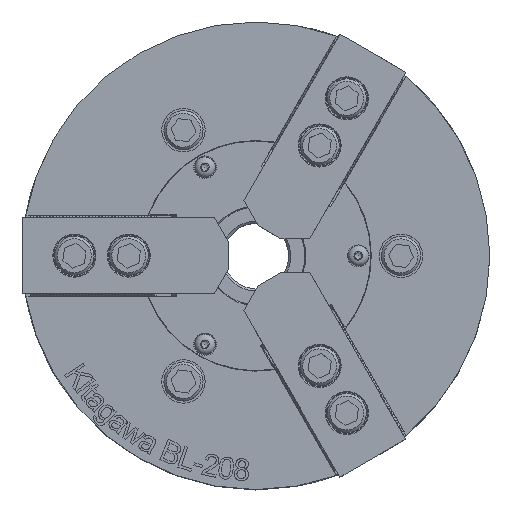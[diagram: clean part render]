
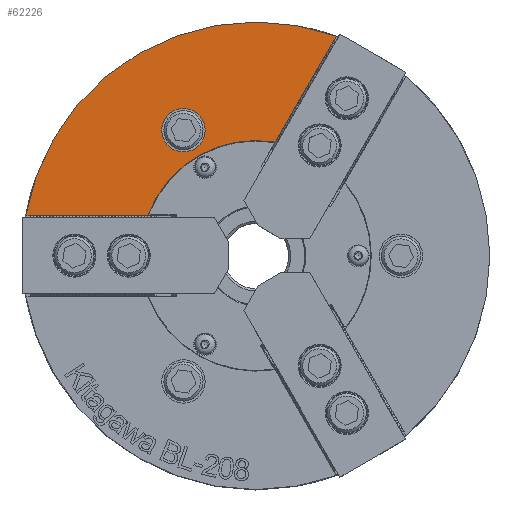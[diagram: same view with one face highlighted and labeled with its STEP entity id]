
A CAD part, top view. The second image highlights one B-rep face of the part: STEP entity #62226.
In plain terms, the highlighted planar face has unit normal (0, 0, 1).
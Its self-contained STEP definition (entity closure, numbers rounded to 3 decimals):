
#1541=CIRCLE('',#65150,10.);
#1568=CIRCLE('',#65196,53.);
#1571=CIRCLE('',#65200,107.5);
#3484=ORIENTED_EDGE('',*,*,#22408,.T.);
#3485=ORIENTED_EDGE('',*,*,#21891,.T.);
#3486=ORIENTED_EDGE('',*,*,#22409,.T.);
#3487=ORIENTED_EDGE('',*,*,#21913,.F.);
#3488=ORIENTED_EDGE('',*,*,#22410,.F.);
#3489=ORIENTED_EDGE('',*,*,#22403,.F.);
#3490=ORIENTED_EDGE('',*,*,#22355,.T.);
#21891=EDGE_CURVE('',#31516,#31515,#37550,.T.);
#21913=EDGE_CURVE('',#31535,#31536,#37571,.T.);
#22355=EDGE_CURVE('',#31839,#31839,#1541,.T.);
#22403=EDGE_CURVE('',#31879,#31880,#1568,.T.);
#22408=EDGE_CURVE('',#31879,#31516,#37889,.T.);
#22409=EDGE_CURVE('',#31515,#31536,#1571,.T.);
#22410=EDGE_CURVE('',#31880,#31535,#37890,.T.);
#31515=VERTEX_POINT('',#86339);
#31516=VERTEX_POINT('',#86341);
#31535=VERTEX_POINT('',#86386);
#31536=VERTEX_POINT('',#86388);
#31839=VERTEX_POINT('',#89862);
#31879=VERTEX_POINT('',#89968);
#31880=VERTEX_POINT('',#89970);
#37550=LINE('',#86340,#45550);
#37571=LINE('',#86387,#45571);
#37889=LINE('',#89979,#45889);
#37890=LINE('',#89981,#45890);
#45550=VECTOR('',#69514,1000.);
#45571=VECTOR('',#69547,1000.);
#45889=VECTOR('',#70249,1000.);
#45890=VECTOR('',#70252,1000.);
#53715=EDGE_LOOP('',(#3484,#3485,#3486,#3487,#3488,#3489));
#53716=EDGE_LOOP('',(#3490));
#56929=FACE_BOUND('',#53715,.T.);
#56930=FACE_BOUND('',#53716,.T.);
#60024=PLANE('',#65199);
#62226=ADVANCED_FACE('',(#56929,#56930),#60024,.F.);
#65150=AXIS2_PLACEMENT_3D('',#89861,#70126,#70127);
#65196=AXIS2_PLACEMENT_3D('',#89969,#70239,#70240);
#65199=AXIS2_PLACEMENT_3D('',#89978,#70247,#70248);
#65200=AXIS2_PLACEMENT_3D('',#89980,#70250,#70251);
#69514=DIRECTION('',(0.5,0.866,0.));
#69547=DIRECTION('',(-1.,0.,0.));
#70126=DIRECTION('',(0.,0.,-1.));
#70127=DIRECTION('',(0.5,-0.866,0.));
#70239=DIRECTION('',(0.,0.,1.));
#70240=DIRECTION('',(1.,0.,0.));
#70247=DIRECTION('',(0.,0.,-1.));
#70248=DIRECTION('',(-1.,0.,0.));
#70249=DIRECTION('',(0.5,0.866,0.));
#70250=DIRECTION('',(0.,0.,1.));
#70251=DIRECTION('',(1.,0.,0.));
#70252=DIRECTION('',(-1.,0.,0.));
#86339=CARTESIAN_POINT('',(36.927,100.959,0.));
#86340=CARTESIAN_POINT('',(-7.271,24.405,0.));
#86341=CARTESIAN_POINT('',(35.787,98.984,0.));
#86386=CARTESIAN_POINT('',(-103.616,18.5,0.));
#86387=CARTESIAN_POINT('',(-17.5,18.5,0.));
#86388=CARTESIAN_POINT('',(-105.896,18.5,0.));
#89861=CARTESIAN_POINT('',(-33.35,57.764,0.));
#89862=CARTESIAN_POINT('',(-28.35,49.104,0.));
#89968=CARTESIAN_POINT('',(8.812,52.262,0.));
#89969=CARTESIAN_POINT('',(0.,0.,0.));
#89970=CARTESIAN_POINT('',(-49.666,18.5,0.));
#89978=CARTESIAN_POINT('',(-107.5,0.,0.));
#89979=CARTESIAN_POINT('',(-7.271,24.405,0.));
#89980=CARTESIAN_POINT('',(0.,0.,0.));
#89981=CARTESIAN_POINT('',(-17.5,18.5,0.));
